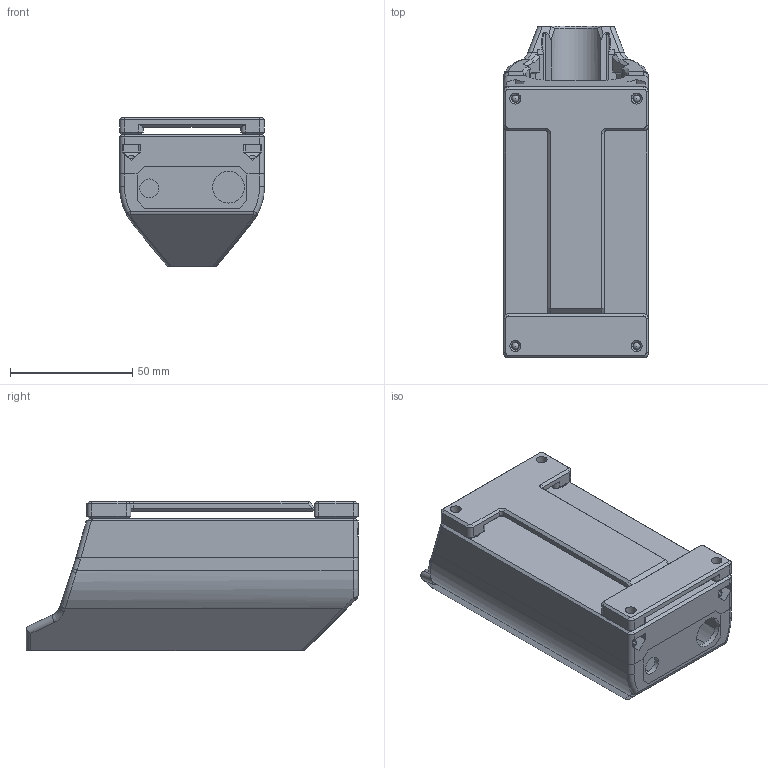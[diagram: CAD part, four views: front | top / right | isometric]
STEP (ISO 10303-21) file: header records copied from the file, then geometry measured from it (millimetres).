
FILE_DESCRIPTION(/* description */ (''),/* implementation_level */ '2;1');
FILE_NAME(/* name */ 'P-TET-000173 - M12 Battery Thruhole Controller Body.stp',/* time_stamp */ '2023-04-29T17:54:46-04:00',/* author */ (''),/* organization */ (''),/* preprocessor_version */ 'ST-DEVELOPER v19.2',/* originating_system */ 'Autodesk Translation Framework v12.4.0.73',/* authorisation */ '');
FILE_SCHEMA (('AUTOMOTIVE_DESIGN { 1 0 10303 214 3 1 1 }'));
Length unit declared in the file: millimetre
Products named in the file (7): M12 Contoller ThruHole; P-TET-000169; P-TET-000170; P-TET-000171; P-TET-000172; P-TET-000173; P-TET-000174
Assembly tree (6 placements, depth 2):
  M12 Contoller ThruHole
    P-TET-000169
    P-TET-000170
    P-TET-000171
    P-TET-000172
    P-TET-000173
    P-TET-000174
Bounding box: 59.4 x 136.02 x 61.1 mm (x, y, z)
Volume: 120059 mm3; surface area: 72663.6 mm2
Topology: 6 solids, 6 shells, 542 faces, 1440 edges, 913 vertices
Faces by surface type: plane 304, cylinder 125, bspline 46, cone 43, sphere 22, torus 2
Full cylindrical faces by diameter (mm): 3 x8, 3.9 x8, 4.5 x8, 7.7 x1, 8 x4, 8.8 x1, 13 x1
Entity records: 18047 total; most frequent: CARTESIAN_POINT 4379, ORIENTED_EDGE 2868, DIRECTION 2715, EDGE_CURVE 1434, LINE 931, VECTOR 931, VERTEX_POINT 913, AXIS2_PLACEMENT_3D 892
